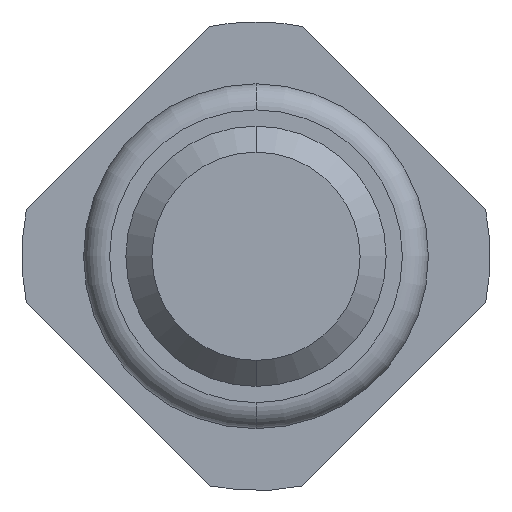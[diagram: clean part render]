
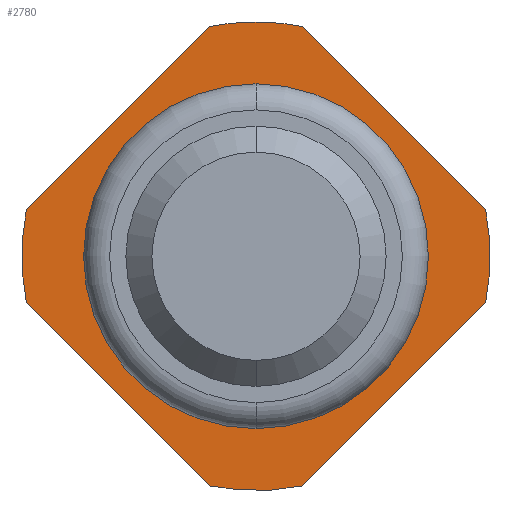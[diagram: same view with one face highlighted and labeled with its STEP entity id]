
A CAD part, front view. The second image highlights one B-rep face of the part: STEP entity #2780.
In plain terms, the highlighted planar face has unit normal (0, -1, 0).
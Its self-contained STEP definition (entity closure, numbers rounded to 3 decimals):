
#22 = EDGE_CURVE ( 'Defeature ausgef�hrt2_0+Defeature ausgef�hrt2_12+Defeature ausgef�hrt2_12+Defeature ausgef�hrt2_12', #892, #623, #1074, .T. ) ;
#85 = LINE ( 'NONE', #3525, #3004 ) ;
#90 = DIRECTION ( 'NONE',  ( 0., 1., 0. ) ) ;
#98 = VERTEX_POINT ( 'NONE', #2443 ) ;
#116 = DIRECTION ( 'NONE',  ( 0., 1., 0. ) ) ;
#146 = EDGE_CURVE ( 'Defeature ausgef�hrt2_4+Defeature ausgef�hrt2_0+Defeature ausgef�hrt2_15+Defeature ausgef�hrt2_16', #1087, #2910, #3179, .T. ) ;
#151 = CARTESIAN_POINT ( 'NONE',  ( 1.764, -2., -0.357 ) ) ;
#153 = CARTESIAN_POINT ( 'NONE',  ( -0.161, -2., 1.961 ) ) ;
#182 = AXIS2_PLACEMENT_3D ( 'NONE', #2630, #2043, #1475 ) ;
#187 = VECTOR ( 'NONE', #3551, 1000. ) ;
#200 = CARTESIAN_POINT ( 'NONE',  ( 0.357, -2., -1.764 ) ) ;
#294 = VERTEX_POINT ( 'NONE', #511 ) ;
#299 = CARTESIAN_POINT ( 'NONE',  ( 0., -2., 0. ) ) ;
#378 = EDGE_CURVE ( 'Defeature ausgef�hrt2_18+Defeature ausgef�hrt2_0+Defeature ausgef�hrt2_2+Defeature ausgef�hrt2_1', #504, #3375, #85, .T. ) ;
#440 = DIRECTION ( 'NONE',  ( 0., 1., 0. ) ) ;
#442 = DIRECTION ( 'NONE',  ( 0., 0., 1. ) ) ;
#445 = PLANE ( 'NONE',  #2539 ) ;
#481 = ORIENTED_EDGE ( 'NONE', *, *, #378, .F. ) ;
#504 = VERTEX_POINT ( 'NONE', #3015 ) ;
#511 = CARTESIAN_POINT ( 'NONE',  ( 0., -2., 1.8 ) ) ;
#623 = VERTEX_POINT ( 'NONE', #1122 ) ;
#649 = ORIENTED_EDGE ( 'NONE', *, *, #1731, .F. ) ;
#827 = DIRECTION ( 'NONE',  ( 0., 0., 1. ) ) ;
#852 = DIRECTION ( 'NONE',  ( 0., 0., 1. ) ) ;
#892 = VERTEX_POINT ( 'NONE', #1053 ) ;
#898 = AXIS2_PLACEMENT_3D ( 'NONE', #3648, #1417, #3119 ) ;
#908 = DIRECTION ( 'NONE',  ( -0.707, 0., 0.707 ) ) ;
#980 = VERTEX_POINT ( 'NONE', #1648 ) ;
#984 = ORIENTED_EDGE ( 'NONE', *, *, #2333, .T. ) ;
#1007 = EDGE_CURVE ( 'Defeature ausgef�hrt2_1+Defeature ausgef�hrt2_0+Defeature ausgef�hrt2_18+Defeature ausgef�hrt2_15', #3375, #2735, #1865, .T. ) ;
#1053 = CARTESIAN_POINT ( 'NONE',  ( 0., -2., -1.325 ) ) ;
#1074 = CIRCLE ( 'NONE', #3118, 1.325 ) ;
#1087 = VERTEX_POINT ( 'NONE', #200 ) ;
#1122 = CARTESIAN_POINT ( 'NONE',  ( 0., -2., 1.325 ) ) ;
#1213 = AXIS2_PLACEMENT_3D ( 'NONE', #2723, #90, #1254 ) ;
#1254 = DIRECTION ( 'NONE',  ( 0., 0., 1. ) ) ;
#1262 = ORIENTED_EDGE ( 'NONE', *, *, #1684, .F. ) ;
#1358 = EDGE_LOOP ( 'NONE', ( #481, #1262, #3535, #2369, #2525, #3278, #2018, #649, #2599 ) ) ;
#1417 = DIRECTION ( 'NONE',  ( 0., 1., 0. ) ) ;
#1420 = EDGE_CURVE ( 'Defeature ausgef�hrt2_3+Defeature ausgef�hrt2_0+Defeature ausgef�hrt2_16+Defeature ausgef�hrt2_17', #98, #980, #2228, .T. ) ;
#1473 = VERTEX_POINT ( 'NONE', #3152 ) ;
#1475 = DIRECTION ( 'NONE',  ( 0., 0., 1. ) ) ;
#1528 = EDGE_CURVE ( 'Defeature ausgef�hrt2_16+Defeature ausgef�hrt2_0+Defeature ausgef�hrt2_4+Defeature ausgef�hrt2_3', #2910, #98, #3486, .T. ) ;
#1638 = LINE ( 'NONE', #2789, #3724 ) ;
#1648 = CARTESIAN_POINT ( 'NONE',  ( -1.764, -2., 0.357 ) ) ;
#1684 = EDGE_CURVE ( 'Defeature ausgef�hrt2_2+Defeature ausgef�hrt2_0+Defeature ausgef�hrt2_17+Defeature ausgef�hrt2_18', #294, #504, #2161, .T. ) ;
#1731 = EDGE_CURVE ( 'Defeature ausgef�hrt2_15+Defeature ausgef�hrt2_0+Defeature ausgef�hrt2_1+Defeature ausgef�hrt2_4', #2735, #1087, #1638, .T. ) ;
#1797 = AXIS2_PLACEMENT_3D ( 'NONE', #2153, #3589, #442 ) ;
#1836 = CARTESIAN_POINT ( 'NONE',  ( -0.161, -2., -1.961 ) ) ;
#1843 = CARTESIAN_POINT ( 'NONE',  ( 1.8, -2., 0. ) ) ;
#1865 = CIRCLE ( 'NONE', #898, 1.8 ) ;
#1959 = CARTESIAN_POINT ( 'NONE',  ( 1.764, -2., 0.357 ) ) ;
#2018 = ORIENTED_EDGE ( 'NONE', *, *, #146, .F. ) ;
#2042 = AXIS2_PLACEMENT_3D ( 'NONE', #299, #3111, #827 ) ;
#2043 = DIRECTION ( 'NONE',  ( 0., 1., 0. ) ) ;
#2119 = LINE ( 'NONE', #153, #187 ) ;
#2153 = CARTESIAN_POINT ( 'NONE',  ( 0., -2., 0. ) ) ;
#2161 = CIRCLE ( 'NONE', #3190, 1.8 ) ;
#2206 = CARTESIAN_POINT ( 'NONE',  ( 0., -2., 0. ) ) ;
#2228 = CIRCLE ( 'NONE', #2042, 1.8 ) ;
#2333 = EDGE_CURVE ( 'Defeature ausgef�hrt2_0+Defeature ausgef�hrt2_12+Defeature ausgef�hrt2_12+Defeature ausgef�hrt2_12', #623, #892, #3255, .T. ) ;
#2345 = VECTOR ( 'NONE', #908, 1000. ) ;
#2369 = ORIENTED_EDGE ( 'NONE', *, *, #3232, .F. ) ;
#2420 = CIRCLE ( 'NONE', #1213, 1.8 ) ;
#2443 = CARTESIAN_POINT ( 'NONE',  ( -1.764, -2., -0.357 ) ) ;
#2456 = DIRECTION ( 'NONE',  ( 0., 0., 1. ) ) ;
#2525 = ORIENTED_EDGE ( 'NONE', *, *, #1420, .F. ) ;
#2539 = AXIS2_PLACEMENT_3D ( 'NONE', #1843, #116, #3275 ) ;
#2555 = CARTESIAN_POINT ( 'NONE',  ( 0., -2., 0. ) ) ;
#2599 = ORIENTED_EDGE ( 'NONE', *, *, #1007, .F. ) ;
#2621 = DIRECTION ( 'NONE',  ( 0.707, 0., -0.707 ) ) ;
#2630 = CARTESIAN_POINT ( 'NONE',  ( 0., -2., 0. ) ) ;
#2635 = ORIENTED_EDGE ( 'NONE', *, *, #22, .T. ) ;
#2723 = CARTESIAN_POINT ( 'NONE',  ( 0., -2., 0. ) ) ;
#2735 = VERTEX_POINT ( 'NONE', #151 ) ;
#2762 = CARTESIAN_POINT ( 'NONE',  ( -0.357, -2., -1.764 ) ) ;
#2780 = ADVANCED_FACE ( 'Defeature ausgef�hrt2_0', ( #3575, #3332 ), #445, .F. ) ;
#2789 = CARTESIAN_POINT ( 'NONE',  ( 1.961, -2., -0.161 ) ) ;
#2910 = VERTEX_POINT ( 'NONE', #2762 ) ;
#3004 = VECTOR ( 'NONE', #2621, 1000. ) ;
#3015 = CARTESIAN_POINT ( 'NONE',  ( 0.357, -2., 1.764 ) ) ;
#3083 = EDGE_LOOP ( 'NONE', ( #984, #2635 ) ) ;
#3111 = DIRECTION ( 'NONE',  ( 0., 1., 0. ) ) ;
#3118 = AXIS2_PLACEMENT_3D ( 'NONE', #2555, #3713, #852 ) ;
#3119 = DIRECTION ( 'NONE',  ( 0., 0., 1. ) ) ;
#3152 = CARTESIAN_POINT ( 'NONE',  ( -0.357, -2., 1.764 ) ) ;
#3179 = CIRCLE ( 'NONE', #1797, 1.8 ) ;
#3190 = AXIS2_PLACEMENT_3D ( 'NONE', #2206, #440, #2456 ) ;
#3212 = EDGE_CURVE ( 'Defeature ausgef�hrt2_2+Defeature ausgef�hrt2_0+Defeature ausgef�hrt2_17+Defeature ausgef�hrt2_18', #1473, #294, #2420, .T. ) ;
#3232 = EDGE_CURVE ( 'Defeature ausgef�hrt2_17+Defeature ausgef�hrt2_0+Defeature ausgef�hrt2_3+Defeature ausgef�hrt2_2', #980, #1473, #2119, .T. ) ;
#3255 = CIRCLE ( 'NONE', #182, 1.325 ) ;
#3275 = DIRECTION ( 'NONE',  ( 0., 0., 1. ) ) ;
#3278 = ORIENTED_EDGE ( 'NONE', *, *, #1528, .F. ) ;
#3332 = FACE_OUTER_BOUND ( 'NONE', #1358, .T. ) ;
#3373 = DIRECTION ( 'NONE',  ( -0.707, 0., -0.707 ) ) ;
#3375 = VERTEX_POINT ( 'NONE', #1959 ) ;
#3486 = LINE ( 'NONE', #1836, #2345 ) ;
#3525 = CARTESIAN_POINT ( 'NONE',  ( 1.961, -2., 0.161 ) ) ;
#3535 = ORIENTED_EDGE ( 'NONE', *, *, #3212, .F. ) ;
#3551 = DIRECTION ( 'NONE',  ( 0.707, 0., 0.707 ) ) ;
#3575 = FACE_BOUND ( 'NONE', #3083, .T. ) ;
#3589 = DIRECTION ( 'NONE',  ( 0., 1., 0. ) ) ;
#3648 = CARTESIAN_POINT ( 'NONE',  ( 0., -2., 0. ) ) ;
#3713 = DIRECTION ( 'NONE',  ( 0., 1., 0. ) ) ;
#3724 = VECTOR ( 'NONE', #3373, 1000. ) ;
